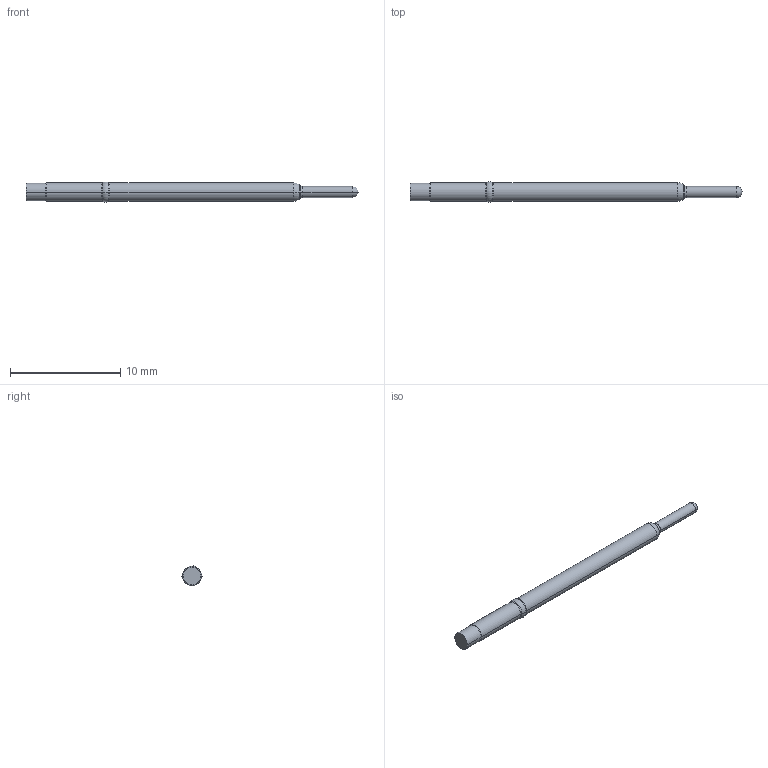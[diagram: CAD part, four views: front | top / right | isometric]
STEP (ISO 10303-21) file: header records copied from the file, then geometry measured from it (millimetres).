
FILE_DESCRIPTION (( 'STEP AP214' ), '1' );
FILE_NAME ('100-SDN250M.STEP', '2013-07-02T17:06:26', ( 'spare' ), ( '' ), 'SwSTEP 2.0', 'SolidWorks 2012', '' );
FILE_SCHEMA (( 'AUTOMOTIVE_DESIGN' ));
Length unit declared in the file: inch
Products named in the file (1): 100-SDN250M
Bounding box: 30.15 x 1.84 x 1.82 mm (x, y, z)
Volume: 58.7 mm3; surface area: 150 mm2
Topology: 1 solids, 1 shells, 25 faces, 52 edges, 27 vertices
Faces by surface type: torus 10, cylinder 8, cone 4, sphere 2, plane 1
Entity records: 670 total; most frequent: DIRECTION 136, CARTESIAN_POINT 99, ORIENTED_EDGE 96, AXIS2_PLACEMENT_3D 62, EDGE_CURVE 48, CIRCLE 36, ADVANCED_FACE 25, FACE_OUTER_BOUND 25
